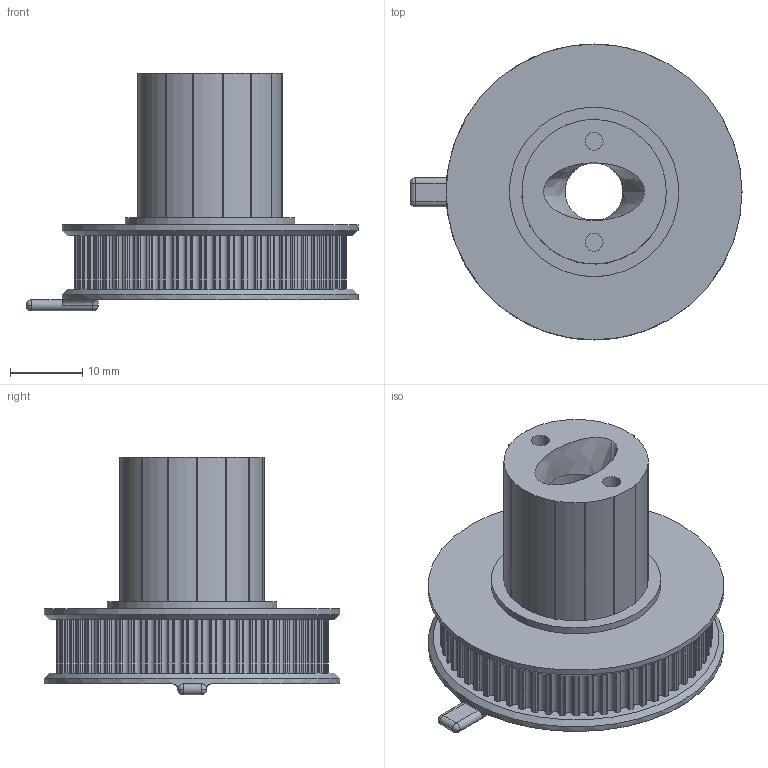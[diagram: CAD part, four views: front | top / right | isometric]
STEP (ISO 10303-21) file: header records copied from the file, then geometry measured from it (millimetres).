
FILE_DESCRIPTION(/* description */ (''),/* implementation_level */ '2;1');
FILE_NAME(/* name */ 'A-driven-pulley.step',/* time_stamp */ '2025-11-08T21:53:40+01:00',/* author */ (''),/* organization */ (''),/* preprocessor_version */ 'ST-DEVELOPER v20.1',/* originating_system */ 'Autodesk Translation Framework v14.21.0.0',/* authorisation */ '');
FILE_SCHEMA (('AUTOMOTIVE_DESIGN { 1 0 10303 214 3 1 1 }'));
Length unit declared in the file: millimetre
Products named in the file (1): A-driven-pulley
Bounding box: 46 x 41 x 32.9 mm (x, y, z)
Volume: 16742.7 mm3; surface area: 6949.7 mm2
Topology: 1 solids, 1 shells, 426 faces, 1245 edges, 827 vertices
Faces by surface type: cylinder 402, plane 11, sphere 6, cone 4, torus 2, bspline 1
Full cylindrical faces by diameter (mm): 2.5 x2, 8 x1, 23.5 x1, 41 x2
Entity records: 14777 total; most frequent: DIRECTION 2910, CARTESIAN_POINT 2634, ORIENTED_EDGE 2490, AXIS2_PLACEMENT_3D 1248, EDGE_CURVE 1245, VERTEX_POINT 827, CIRCLE 822, EDGE_LOOP 434
